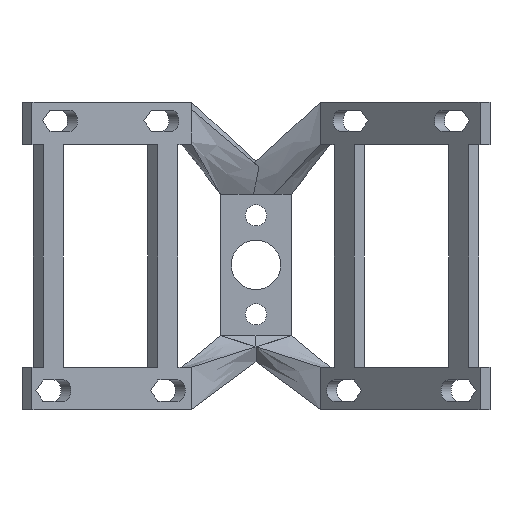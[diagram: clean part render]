
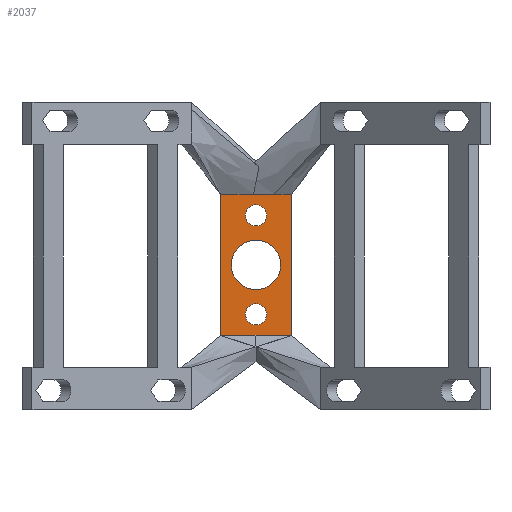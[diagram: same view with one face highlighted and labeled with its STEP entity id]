
A CAD part, front view. The second image highlights one B-rep face of the part: STEP entity #2037.
In plain terms, the highlighted planar face has unit normal (0, -1, 0).
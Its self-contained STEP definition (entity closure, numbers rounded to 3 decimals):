
#28=FACE_BOUND('',#309,.T.);
#29=FACE_BOUND('',#310,.T.);
#30=FACE_BOUND('',#311,.T.);
#82=CIRCLE('',#2102,3.5);
#84=CIRCLE('',#2105,1.5);
#86=CIRCLE('',#2108,1.5);
#187=FACE_OUTER_BOUND('',#308,.T.);
#308=EDGE_LOOP('',(#1664,#1665,#1666,#1667,#1668,#1669,#1670));
#309=EDGE_LOOP('',(#1671));
#310=EDGE_LOOP('',(#1672));
#311=EDGE_LOOP('',(#1673));
#443=LINE('',#3003,#692);
#445=LINE('',#3038,#694);
#458=LINE('',#3151,#707);
#513=LINE('',#3303,#762);
#528=LINE('',#3507,#777);
#532=LINE('',#3560,#781);
#535=LINE('',#3565,#784);
#692=VECTOR('',#2328,10.);
#694=VECTOR('',#2330,10.);
#707=VECTOR('',#2343,10.);
#762=VECTOR('',#2446,10.);
#777=VECTOR('',#2461,10.);
#781=VECTOR('',#2467,10.);
#784=VECTOR('',#2474,10.);
#909=VERTEX_POINT('',#2788);
#911=VERTEX_POINT('',#2794);
#913=VERTEX_POINT('',#2800);
#926=VERTEX_POINT('',#2991);
#928=VERTEX_POINT('',#3001);
#929=VERTEX_POINT('',#3037);
#933=VERTEX_POINT('',#3131);
#983=VERTEX_POINT('',#3294);
#984=VERTEX_POINT('',#3301);
#990=VERTEX_POINT('',#3399);
#1104=EDGE_CURVE('',#909,#909,#82,.T.);
#1107=EDGE_CURVE('',#911,#911,#84,.T.);
#1110=EDGE_CURVE('',#913,#913,#86,.T.);
#1133=EDGE_CURVE('',#928,#926,#443,.T.);
#1135=EDGE_CURVE('',#926,#929,#445,.T.);
#1148=EDGE_CURVE('',#929,#933,#458,.T.);
#1214=EDGE_CURVE('',#984,#983,#513,.T.);
#1233=EDGE_CURVE('',#983,#990,#528,.T.);
#1237=EDGE_CURVE('',#928,#990,#532,.T.);
#1240=EDGE_CURVE('',#984,#933,#535,.T.);
#1664=ORIENTED_EDGE('',*,*,#1240,.T.);
#1665=ORIENTED_EDGE('',*,*,#1148,.F.);
#1666=ORIENTED_EDGE('',*,*,#1135,.F.);
#1667=ORIENTED_EDGE('',*,*,#1133,.F.);
#1668=ORIENTED_EDGE('',*,*,#1237,.T.);
#1669=ORIENTED_EDGE('',*,*,#1233,.F.);
#1670=ORIENTED_EDGE('',*,*,#1214,.F.);
#1671=ORIENTED_EDGE('',*,*,#1104,.T.);
#1672=ORIENTED_EDGE('',*,*,#1107,.T.);
#1673=ORIENTED_EDGE('',*,*,#1110,.T.);
#1937=PLANE('',#2136);
#2037=ADVANCED_FACE('',(#187,#28,#29,#30),#1937,.T.);
#2102=AXIS2_PLACEMENT_3D('',#2790,#2298,#2299);
#2105=AXIS2_PLACEMENT_3D('',#2796,#2305,#2306);
#2108=AXIS2_PLACEMENT_3D('',#2802,#2312,#2313);
#2136=AXIS2_PLACEMENT_3D('',#3566,#2475,#2476);
#2298=DIRECTION('center_axis',(0.,1.,0.));
#2299=DIRECTION('ref_axis',(-1.,0.,0.));
#2305=DIRECTION('center_axis',(0.,1.,0.));
#2306=DIRECTION('ref_axis',(-1.,0.,0.));
#2312=DIRECTION('center_axis',(0.,1.,0.));
#2313=DIRECTION('ref_axis',(-1.,0.,0.));
#2328=DIRECTION('',(1.,0.,0.));
#2330=DIRECTION('',(1.,0.,0.));
#2343=DIRECTION('',(1.,0.,0.));
#2446=DIRECTION('',(-1.,0.,0.));
#2461=DIRECTION('',(-1.,0.,0.));
#2467=DIRECTION('',(0.,0.,-1.));
#2474=DIRECTION('',(0.,0.,1.));
#2475=DIRECTION('center_axis',(0.,-1.,0.));
#2476=DIRECTION('ref_axis',(1.,0.,0.));
#2788=CARTESIAN_POINT('',(3.5,28.,0.));
#2790=CARTESIAN_POINT('Origin',(0.,28.,0.));
#2794=CARTESIAN_POINT('',(1.5,28.,7.));
#2796=CARTESIAN_POINT('Origin',(0.,28.,7.));
#2800=CARTESIAN_POINT('',(1.5,28.,-7.));
#2802=CARTESIAN_POINT('Origin',(0.,28.,-7.));
#2991=CARTESIAN_POINT('',(-0.385,28.,10.));
#3001=CARTESIAN_POINT('',(-5.,28.,10.));
#3003=CARTESIAN_POINT('',(5.,28.,10.));
#3037=CARTESIAN_POINT('',(2.5,28.,10.));
#3038=CARTESIAN_POINT('',(5.,28.,10.));
#3131=CARTESIAN_POINT('',(5.,28.,10.));
#3151=CARTESIAN_POINT('',(5.,28.,10.));
#3294=CARTESIAN_POINT('',(0.,28.,-10.));
#3301=CARTESIAN_POINT('',(5.,28.,-10.));
#3303=CARTESIAN_POINT('',(5.,28.,-10.));
#3399=CARTESIAN_POINT('',(-5.,28.,-10.));
#3507=CARTESIAN_POINT('',(5.,28.,-10.));
#3560=CARTESIAN_POINT('',(-5.,28.,0.));
#3565=CARTESIAN_POINT('',(5.,28.,0.));
#3566=CARTESIAN_POINT('Origin',(-5.,28.,0.));
